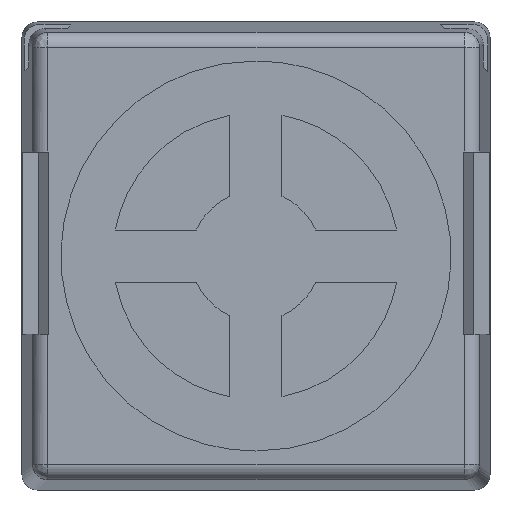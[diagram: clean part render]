
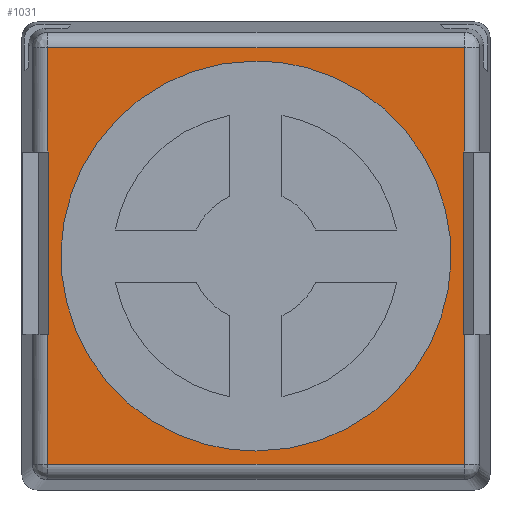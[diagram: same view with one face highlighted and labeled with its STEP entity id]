
A CAD part, front view. The second image highlights one B-rep face of the part: STEP entity #1031.
In plain terms, the highlighted free-form (B-spline) face has degree [1, 1] with [2, 2] control points.
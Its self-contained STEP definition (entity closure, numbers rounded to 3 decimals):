
#898 = VERTEX_POINT('',#899);
#899 = CARTESIAN_POINT('',(0.,-38.823,-10.04));
#904 = EDGE_CURVE('',#905,#898,#907,.T.);
#905 = VERTEX_POINT('',#906);
#906 = CARTESIAN_POINT('',(0.,-38.823,
    10.04));
#907 = ( BOUNDED_CURVE() B_SPLINE_CURVE(2,(#908,#909,#910,#911,#912),
.UNSPECIFIED.,.F.,.F.) B_SPLINE_CURVE_WITH_KNOTS((3,2,3),(3.142,
4.712,6.283),.PIECEWISE_BEZIER_KNOTS.) CURVE() 
GEOMETRIC_REPRESENTATION_ITEM() RATIONAL_B_SPLINE_CURVE((1.,
0.707,1.,0.707,1.)) REPRESENTATION_ITEM('') );
#908 = CARTESIAN_POINT('',(0.,-38.823,
    10.04));
#909 = CARTESIAN_POINT('',(-10.04,-38.823,
    10.04));
#910 = CARTESIAN_POINT('',(-10.04,-38.823,
    0.));
#911 = CARTESIAN_POINT('',(-10.04,-38.823,
    -10.04));
#912 = CARTESIAN_POINT('',(0.,-38.823,
    -10.04));
#1031 = ADVANCED_FACE('',(#1032,#1043),#1129,.T.);
#1032 = FACE_BOUND('',#1033,.T.);
#1033 = EDGE_LOOP('',(#1034,#1042));
#1034 = ORIENTED_EDGE('',*,*,#1035,.F.);
#1035 = EDGE_CURVE('',#898,#905,#1036,.T.);
#1036 = ( BOUNDED_CURVE() B_SPLINE_CURVE(2,(#1037,#1038,#1039,#1040,
#1041),.UNSPECIFIED.,.F.,.F.) B_SPLINE_CURVE_WITH_KNOTS((3,2,3),(0.,
1.571,3.142),.PIECEWISE_BEZIER_KNOTS.) CURVE() 
GEOMETRIC_REPRESENTATION_ITEM() RATIONAL_B_SPLINE_CURVE((1.,
0.707,1.,0.707,1.)) REPRESENTATION_ITEM('') );
#1037 = CARTESIAN_POINT('',(0.,-38.823,-10.04));
#1038 = CARTESIAN_POINT('',(10.04,-38.823,
    -10.04));
#1039 = CARTESIAN_POINT('',(10.04,-38.823,
    0.));
#1040 = CARTESIAN_POINT('',(10.04,-38.823,
    10.04));
#1041 = CARTESIAN_POINT('',(0.,-38.823,
    10.04));
#1042 = ORIENTED_EDGE('',*,*,#904,.F.);
#1043 = FACE_BOUND('',#1044,.T.);
#1044 = EDGE_LOOP('',(#1045,#1054,#1061,#1068,#1075,#1082,#1089,#1096,
    #1103,#1110,#1117,#1124));
#1045 = ORIENTED_EDGE('',*,*,#1046,.F.);
#1046 = EDGE_CURVE('',#1047,#1049,#1051,.T.);
#1047 = VERTEX_POINT('',#1048);
#1048 = CARTESIAN_POINT('',(10.722,-38.823,
    5.355));
#1049 = VERTEX_POINT('',#1050);
#1050 = CARTESIAN_POINT('',(10.708,-38.823,
    5.355));
#1051 = B_SPLINE_CURVE_WITH_KNOTS('',1,(#1052,#1053),.UNSPECIFIED.,.F.,
  .F.,(2,2),(-8.009,-7.998),.PIECEWISE_BEZIER_KNOTS.);
#1052 = CARTESIAN_POINT('',(10.722,-38.823,
    5.355));
#1053 = CARTESIAN_POINT('',(10.708,-38.823,
    5.355));
#1054 = ORIENTED_EDGE('',*,*,#1055,.T.);
#1055 = EDGE_CURVE('',#1047,#1056,#1058,.T.);
#1056 = VERTEX_POINT('',#1057);
#1057 = CARTESIAN_POINT('',(10.722,-38.823,
    10.722));
#1058 = B_SPLINE_CURVE_WITH_KNOTS('',1,(#1059,#1060),.UNSPECIFIED.,.F.,
  .F.,(2,2),(-4.599,-0.59),.PIECEWISE_BEZIER_KNOTS.);
#1059 = CARTESIAN_POINT('',(10.722,-38.823,
    5.355));
#1060 = CARTESIAN_POINT('',(10.722,-38.823,
    10.722));
#1061 = ORIENTED_EDGE('',*,*,#1062,.T.);
#1062 = EDGE_CURVE('',#1056,#1063,#1065,.T.);
#1063 = VERTEX_POINT('',#1064);
#1064 = CARTESIAN_POINT('',(-10.722,-38.823,
    10.722));
#1065 = B_SPLINE_CURVE_WITH_KNOTS('',1,(#1066,#1067),.UNSPECIFIED.,.F.,
  .F.,(2,2),(-16.607,-0.59),.PIECEWISE_BEZIER_KNOTS.);
#1066 = CARTESIAN_POINT('',(10.722,-38.823,
    10.722));
#1067 = CARTESIAN_POINT('',(-10.722,-38.823,
    10.722));
#1068 = ORIENTED_EDGE('',*,*,#1069,.T.);
#1069 = EDGE_CURVE('',#1063,#1070,#1072,.T.);
#1070 = VERTEX_POINT('',#1071);
#1071 = CARTESIAN_POINT('',(-10.722,-38.823,
    5.355));
#1072 = B_SPLINE_CURVE_WITH_KNOTS('',1,(#1073,#1074),.UNSPECIFIED.,.F.,
  .F.,(2,2),(-4.009,-0.),.PIECEWISE_BEZIER_KNOTS.);
#1073 = CARTESIAN_POINT('',(-10.722,-38.823,
    10.722));
#1074 = CARTESIAN_POINT('',(-10.722,-38.823,
    5.355));
#1075 = ORIENTED_EDGE('',*,*,#1076,.T.);
#1076 = EDGE_CURVE('',#1070,#1077,#1079,.T.);
#1077 = VERTEX_POINT('',#1078);
#1078 = CARTESIAN_POINT('',(-10.708,-38.823,
    5.355));
#1079 = B_SPLINE_CURVE_WITH_KNOTS('',1,(#1080,#1081),.UNSPECIFIED.,.F.,
  .F.,(2,2),(-8.009,-7.998),.PIECEWISE_BEZIER_KNOTS.);
#1080 = CARTESIAN_POINT('',(-10.722,-38.823,
    5.355));
#1081 = CARTESIAN_POINT('',(-10.708,-38.823,
    5.355));
#1082 = ORIENTED_EDGE('',*,*,#1083,.T.);
#1083 = EDGE_CURVE('',#1077,#1084,#1086,.T.);
#1084 = VERTEX_POINT('',#1085);
#1085 = CARTESIAN_POINT('',(-10.708,-38.823,
    -4.016));
#1086 = B_SPLINE_CURVE_WITH_KNOTS('',1,(#1087,#1088),.UNSPECIFIED.,.F.,
  .F.,(2,2),(-4.,3.),.PIECEWISE_BEZIER_KNOTS.);
#1087 = CARTESIAN_POINT('',(-10.708,-38.823,
    5.355));
#1088 = CARTESIAN_POINT('',(-10.708,-38.823,
    -4.016));
#1089 = ORIENTED_EDGE('',*,*,#1090,.T.);
#1090 = EDGE_CURVE('',#1084,#1091,#1093,.T.);
#1091 = VERTEX_POINT('',#1092);
#1092 = CARTESIAN_POINT('',(-10.722,-38.823,
    -4.016));
#1093 = B_SPLINE_CURVE_WITH_KNOTS('',1,(#1094,#1095),.UNSPECIFIED.,.F.,
  .F.,(2,2),(7.998,8.009),.PIECEWISE_BEZIER_KNOTS.);
#1094 = CARTESIAN_POINT('',(-10.708,-38.823,
    -4.016));
#1095 = CARTESIAN_POINT('',(-10.722,-38.823,
    -4.016));
#1096 = ORIENTED_EDGE('',*,*,#1097,.T.);
#1097 = EDGE_CURVE('',#1091,#1098,#1100,.T.);
#1098 = VERTEX_POINT('',#1099);
#1099 = CARTESIAN_POINT('',(-10.722,-38.823,
    -10.722));
#1100 = B_SPLINE_CURVE_WITH_KNOTS('',1,(#1101,#1102),.UNSPECIFIED.,.F.,
  .F.,(2,2),(-5.599,-0.59),.PIECEWISE_BEZIER_KNOTS.);
#1101 = CARTESIAN_POINT('',(-10.722,-38.823,
    -4.016));
#1102 = CARTESIAN_POINT('',(-10.722,-38.823,
    -10.722));
#1103 = ORIENTED_EDGE('',*,*,#1104,.T.);
#1104 = EDGE_CURVE('',#1098,#1105,#1107,.T.);
#1105 = VERTEX_POINT('',#1106);
#1106 = CARTESIAN_POINT('',(10.722,-38.823,
    -10.722));
#1107 = B_SPLINE_CURVE_WITH_KNOTS('',1,(#1108,#1109),.UNSPECIFIED.,.F.,
  .F.,(2,2),(-16.607,-0.59),.PIECEWISE_BEZIER_KNOTS.);
#1108 = CARTESIAN_POINT('',(-10.722,-38.823,
    -10.722));
#1109 = CARTESIAN_POINT('',(10.722,-38.823,
    -10.722));
#1110 = ORIENTED_EDGE('',*,*,#1111,.T.);
#1111 = EDGE_CURVE('',#1105,#1112,#1114,.T.);
#1112 = VERTEX_POINT('',#1113);
#1113 = CARTESIAN_POINT('',(10.722,-38.823,
    -4.016));
#1114 = B_SPLINE_CURVE_WITH_KNOTS('',1,(#1115,#1116),.UNSPECIFIED.,.F.,
  .F.,(2,2),(-5.009,0.),.PIECEWISE_BEZIER_KNOTS.);
#1115 = CARTESIAN_POINT('',(10.722,-38.823,
    -10.722));
#1116 = CARTESIAN_POINT('',(10.722,-38.823,
    -4.016));
#1117 = ORIENTED_EDGE('',*,*,#1118,.F.);
#1118 = EDGE_CURVE('',#1119,#1112,#1121,.T.);
#1119 = VERTEX_POINT('',#1120);
#1120 = CARTESIAN_POINT('',(10.708,-38.823,
    -4.016));
#1121 = B_SPLINE_CURVE_WITH_KNOTS('',1,(#1122,#1123),.UNSPECIFIED.,.F.,
  .F.,(2,2),(7.998,8.009),.PIECEWISE_BEZIER_KNOTS.);
#1122 = CARTESIAN_POINT('',(10.708,-38.823,
    -4.016));
#1123 = CARTESIAN_POINT('',(10.722,-38.823,
    -4.016));
#1124 = ORIENTED_EDGE('',*,*,#1125,.T.);
#1125 = EDGE_CURVE('',#1119,#1049,#1126,.T.);
#1126 = B_SPLINE_CURVE_WITH_KNOTS('',1,(#1127,#1128),.UNSPECIFIED.,.F.,
  .F.,(2,2),(-3.,4.),.PIECEWISE_BEZIER_KNOTS.);
#1127 = CARTESIAN_POINT('',(10.708,-38.823,
    -4.016));
#1128 = CARTESIAN_POINT('',(10.708,-38.823,
    5.355));
#1129 = B_SPLINE_SURFACE_WITH_KNOTS('',1,1,(
    (#1130,#1131)
    ,(#1132,#1133
    )),.UNSPECIFIED.,.F.,.F.,.F.,(2,2),(2,2),(-8.009,
    8.009),(-8.009,8.009),
  .PIECEWISE_BEZIER_KNOTS.);
#1130 = CARTESIAN_POINT('',(-10.722,-38.823,
    10.722));
#1131 = CARTESIAN_POINT('',(10.722,-38.823,
    10.722));
#1132 = CARTESIAN_POINT('',(-10.722,-38.823,
    -10.722));
#1133 = CARTESIAN_POINT('',(10.722,-38.823,
    -10.722));
